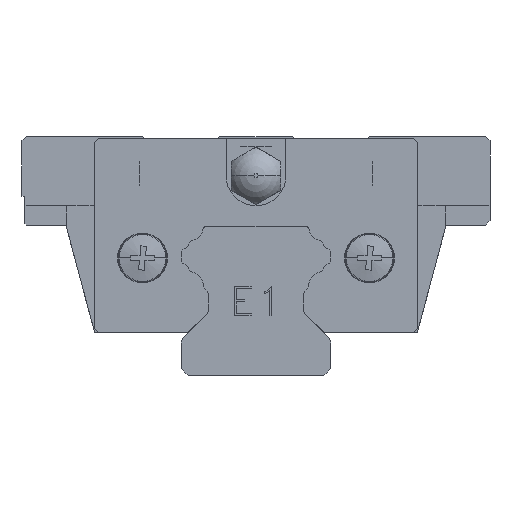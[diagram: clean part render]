
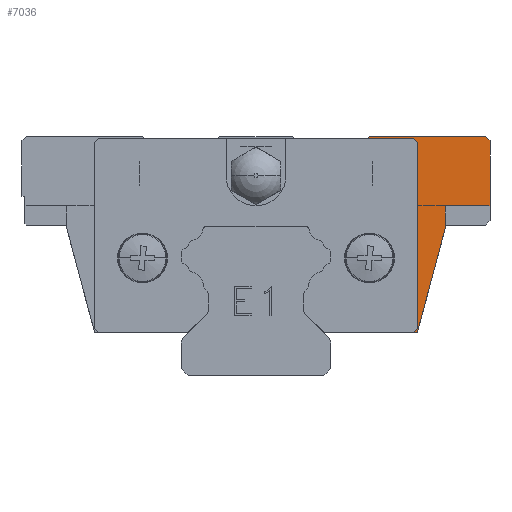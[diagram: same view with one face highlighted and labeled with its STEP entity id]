
A CAD part, front view. The second image highlights one B-rep face of the part: STEP entity #7036.
In plain terms, the highlighted planar face has unit normal (0, -1, 0).
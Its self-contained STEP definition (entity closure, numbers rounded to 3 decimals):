
#3888=EDGE_CURVE('',#4750,#6082,#11280,.T.);
#4574=EDGE_CURVE('',#5916,#10252,#12055,.T.);
#4750=VERTEX_POINT('',#12254);
#4918=VERTEX_POINT('',#12443);
#5182=EDGE_CURVE('',#6082,#5724,#12738,.T.);
#5452=EDGE_CURVE('',#9292,#4918,#13031,.T.);
#5714=VERTEX_POINT('',#13320);
#5724=VERTEX_POINT('',#13332);
#5888=VERTEX_POINT('',#13510);
#5916=VERTEX_POINT('',#13540);
#6082=VERTEX_POINT('',#13725);
#6090=VERTEX_POINT('',#13734);
#6300=EDGE_CURVE('',#5888,#9314,#13951,.T.);
#6352=EDGE_CURVE('',#6958,#6090,#14008,.T.);
#6428=EDGE_CURVE('',#5724,#5714,#14092,.T.);
#6910=EDGE_CURVE('',#9292,#5916,#14616,.T.);
#6958=VERTEX_POINT('',#14666);
#7036=ADVANCED_FACE('',(#14747),#14748,.T.);
#7724=EDGE_CURVE('',#4918,#5714,#15513,.T.);
#8810=EDGE_CURVE('',#4750,#10954,#16709,.T.);
#9292=VERTEX_POINT('',#17242);
#9314=VERTEX_POINT('',#17265);
#9736=EDGE_CURVE('',#10954,#6958,#17747,.T.);
#9808=VERTEX_POINT('',#17827);
#10160=EDGE_CURVE('',#9314,#10252,#18204,.T.);
#10252=VERTEX_POINT('',#18307);
#10352=EDGE_CURVE('',#6090,#9808,#18420,.T.);
#10792=EDGE_CURVE('',#9808,#5888,#18907,.T.);
#10954=VERTEX_POINT('',#19083);
#11280=LINE('',#19532,#19533);
#12055=LINE('',#20711,#20712);
#12254=CARTESIAN_POINT('',(11.375,9.5,24.0));
#12443=CARTESIAN_POINT('',(19.0,9.5,17.05));
#12738=LINE('',#21707,#21708);
#13031=LINE('',#22174,#22175);
#13320=CARTESIAN_POINT('',(23.5,9.5,17.05));
#13332=CARTESIAN_POINT('',(23.5,9.5,23.57));
#13510=CARTESIAN_POINT('',(15.765,9.5,4.305));
#13540=CARTESIAN_POINT('',(16.2,9.5,4.3));
#13725=CARTESIAN_POINT('',(23.07,9.5,24.0));
#13734=CARTESIAN_POINT('',(16.195,9.5,23.365));
#13951=LINE('',#23612,#23613);
#14008=LINE('',#23699,#23700);
#14092=LINE('',#23839,#23840);
#14616=LINE('',#24676,#24677);
#14666=CARTESIAN_POINT('',(15.765,9.5,23.795));
#14747=FACE_OUTER_BOUND('',#24880,.T.);
#14748=PLANE('',#24881);
#15513=LINE('',#26040,#26041);
#16709=LINE('',#27896,#27897);
#17242=CARTESIAN_POINT('',(19.0,9.5,14.75));
#17265=CARTESIAN_POINT('',(6.853,9.5,4.305));
#17747=LINE('',#29485,#29486);
#17827=CARTESIAN_POINT('',(16.195,9.5,4.735));
#18204=LINE('',#30205,#30206);
#18307=CARTESIAN_POINT('',(6.858,9.5,4.3));
#18420=LINE('',#30553,#30554);
#18907=LINE('',#31288,#31289);
#19083=CARTESIAN_POINT('',(11.17,9.5,23.795));
#19532=CARTESIAN_POINT('',(23.07,9.5,24.0));
#19533=VECTOR('',#32150,1.0);
#20711=CARTESIAN_POINT('',(-16.2,9.5,4.3));
#20712=VECTOR('',#33012,1.0);
#21707=CARTESIAN_POINT('',(23.5,9.5,23.57));
#21708=VECTOR('',#33789,1.);
#22174=CARTESIAN_POINT('',(19.0,9.5,11.9));
#22175=VECTOR('',#34083,1.0);
#23612=CARTESIAN_POINT('',(7.883,9.5,4.305));
#23613=VECTOR('',#34989,1.0);
#23699=CARTESIAN_POINT('',(13.954,9.5,25.606));
#23700=VECTOR('',#35048,1.0);
#23839=CARTESIAN_POINT('',(23.5,9.5,15.53));
#23840=VECTOR('',#35131,1.0);
#24676=CARTESIAN_POINT('',(16.2,9.5,4.3));
#24677=VECTOR('',#35598,1.0);
#24880=EDGE_LOOP('',(#35707,#35708,#35709,#35710,#35711,#35712,#35713,#35714,#35715,#35716,#35717,#35718,#35719,#35720));
#24881=AXIS2_PLACEMENT_3D('',#35721,#35722,#35723);
#26040=CARTESIAN_POINT('',(11.625,9.5,17.05));
#26041=VECTOR('',#36594,1.0);
#27896=CARTESIAN_POINT('',(6.35,9.5,18.975));
#27897=VECTOR('',#37963,1.0);
#29485=CARTESIAN_POINT('',(-7.883,9.5,23.795));
#29486=VECTOR('',#39165,1.0);
#30205=CARTESIAN_POINT('',(1.414,9.5,9.743));
#30206=VECTOR('',#39620,1.0);
#30553=CARTESIAN_POINT('',(16.195,9.5,19.32));
#30554=VECTOR('',#39870,1.0);
#31288=CARTESIAN_POINT('',(14.781,9.5,3.321));
#31289=VECTOR('',#40416,1.0);
#32150=DIRECTION('',(1.0,0.0,0.0));
#33012=DIRECTION('',(-1.0,0.0,-0.0));
#33789=DIRECTION('',(0.707,0.0,-0.707));
#34083=DIRECTION('',(-0.0,0.0,1.0));
#34989=DIRECTION('',(-1.0,-0.0,-0.0));
#35048=DIRECTION('',(0.707,0.0,-0.707));
#35131=DIRECTION('',(-0.0,0.0,-1.0));
#35598=DIRECTION('',(-0.259,0.0,-0.966));
#35707=ORIENTED_EDGE('',*,*,#6300,.T.);
#35708=ORIENTED_EDGE('',*,*,#10160,.T.);
#35709=ORIENTED_EDGE('',*,*,#4574,.F.);
#35710=ORIENTED_EDGE('',*,*,#6910,.F.);
#35711=ORIENTED_EDGE('',*,*,#5452,.T.);
#35712=ORIENTED_EDGE('',*,*,#7724,.T.);
#35713=ORIENTED_EDGE('',*,*,#6428,.F.);
#35714=ORIENTED_EDGE('',*,*,#5182,.F.);
#35715=ORIENTED_EDGE('',*,*,#3888,.F.);
#35716=ORIENTED_EDGE('',*,*,#8810,.T.);
#35717=ORIENTED_EDGE('',*,*,#9736,.T.);
#35718=ORIENTED_EDGE('',*,*,#6352,.T.);
#35719=ORIENTED_EDGE('',*,*,#10352,.T.);
#35720=ORIENTED_EDGE('',*,*,#10792,.T.);
#35721=CARTESIAN_POINT('',(0.0,9.5,15.275));
#35722=DIRECTION('',(0.0,-1.0,0.0));
#35723=DIRECTION('',(1.0,0.0,0.0));
#36594=DIRECTION('',(1.0,0.0,-0.0));
#37963=DIRECTION('',(-0.707,-0.0,-0.707));
#39165=DIRECTION('',(1.0,0.0,-0.0));
#39620=DIRECTION('',(0.707,0.0,-0.707));
#39870=DIRECTION('',(0.0,0.0,-1.0));
#40416=DIRECTION('',(-0.707,-0.0,-0.707));
